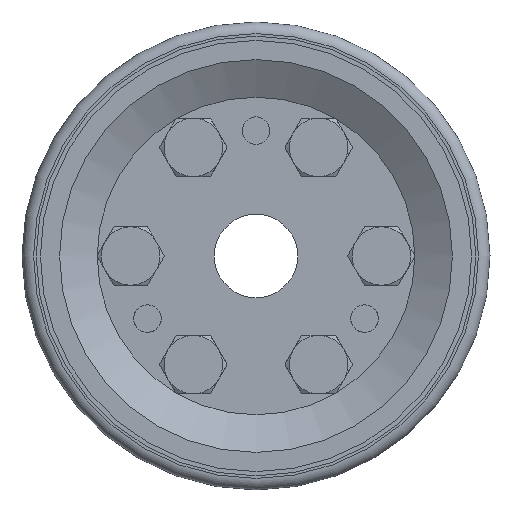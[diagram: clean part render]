
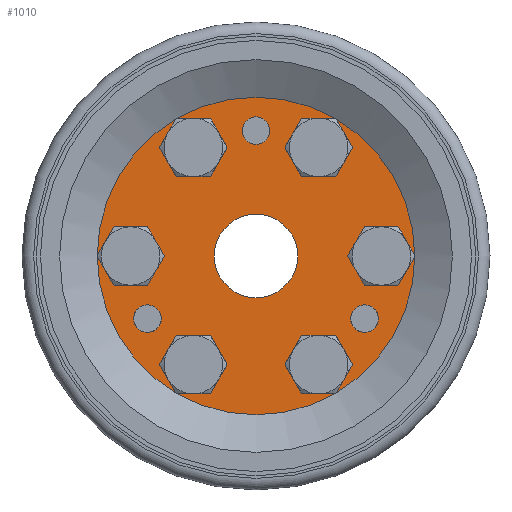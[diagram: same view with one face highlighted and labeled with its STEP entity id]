
A CAD part, left-side view. The second image highlights one B-rep face of the part: STEP entity #1010.
In plain terms, the highlighted planar face has unit normal (-1, 0, 0).
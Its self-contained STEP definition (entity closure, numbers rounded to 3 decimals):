
#1010 = ADVANCED_FACE( '', ( #2269, #2270, #2271, #2272, #2273, #2274, #2275, #2276, #2277, #2278, #2279 ), #2280, .T. );
#2269 = FACE_OUTER_BOUND( '', #4633, .T. );
#2270 = FACE_BOUND( '', #4634, .T. );
#2271 = FACE_BOUND( '', #4635, .T. );
#2272 = FACE_BOUND( '', #4636, .T. );
#2273 = FACE_BOUND( '', #4637, .T. );
#2274 = FACE_BOUND( '', #4638, .T. );
#2275 = FACE_BOUND( '', #4639, .T. );
#2276 = FACE_BOUND( '', #4640, .T. );
#2277 = FACE_BOUND( '', #4641, .T. );
#2278 = FACE_BOUND( '', #4642, .T. );
#2279 = FACE_BOUND( '', #4643, .T. );
#2280 = PLANE( '', #4644 );
#4633 = EDGE_LOOP( '', ( #7747 ) );
#4634 = EDGE_LOOP( '', ( #7748 ) );
#4635 = EDGE_LOOP( '', ( #7749 ) );
#4636 = EDGE_LOOP( '', ( #7750 ) );
#4637 = EDGE_LOOP( '', ( #7751 ) );
#4638 = EDGE_LOOP( '', ( #7752 ) );
#4639 = EDGE_LOOP( '', ( #7753 ) );
#4640 = EDGE_LOOP( '', ( #7754 ) );
#4641 = EDGE_LOOP( '', ( #7755 ) );
#4642 = EDGE_LOOP( '', ( #7756 ) );
#4643 = EDGE_LOOP( '', ( #7757 ) );
#4644 = AXIS2_PLACEMENT_3D( '', #7758, #7759, #7760 );
#7747 = ORIENTED_EDGE( '', *, *, #9694, .T. );
#7748 = ORIENTED_EDGE( '', *, *, #9695, .F. );
#7749 = ORIENTED_EDGE( '', *, *, #9263, .F. );
#7750 = ORIENTED_EDGE( '', *, *, #9696, .F. );
#7751 = ORIENTED_EDGE( '', *, *, #9208, .F. );
#7752 = ORIENTED_EDGE( '', *, *, #9529, .F. );
#7753 = ORIENTED_EDGE( '', *, *, #9697, .F. );
#7754 = ORIENTED_EDGE( '', *, *, #8762, .F. );
#7755 = ORIENTED_EDGE( '', *, *, #9698, .F. );
#7756 = ORIENTED_EDGE( '', *, *, #8891, .F. );
#7757 = ORIENTED_EDGE( '', *, *, #9650, .T. );
#7758 = CARTESIAN_POINT( '', ( -19.694, 0., 4. ) );
#7759 = DIRECTION( '', ( -1., 0., 0. ) );
#7760 = DIRECTION( '', ( 0., 0., 1. ) );
#8762 = EDGE_CURVE( '', #10061, #10061, #10062, .T. );
#8891 = EDGE_CURVE( '', #10284, #10284, #10285, .T. );
#9208 = EDGE_CURVE( '', #10796, #10796, #10797, .T. );
#9263 = EDGE_CURVE( '', #10878, #10878, #10879, .T. );
#9529 = EDGE_CURVE( '', #11250, #11250, #11251, .T. );
#9650 = EDGE_CURVE( '', #11412, #11412, #11413, .T. );
#9694 = EDGE_CURVE( '', #11461, #11461, #11462, .T. );
#9695 = EDGE_CURVE( '', #11463, #11463, #11464, .T. );
#9696 = EDGE_CURVE( '', #11465, #11465, #11466, .T. );
#9697 = EDGE_CURVE( '', #11467, #11467, #11468, .T. );
#9698 = EDGE_CURVE( '', #11469, #11469, #11470, .T. );
#10061 = VERTEX_POINT( '', #11943 );
#10062 = CIRCLE( '', #11944, 2.95 );
#10284 = VERTEX_POINT( '', #12410 );
#10285 = CIRCLE( '', #12411, 2.95 );
#10796 = VERTEX_POINT( '', #13101 );
#10797 = CIRCLE( '', #13102, 2.95 );
#10878 = VERTEX_POINT( '', #13242 );
#10879 = CIRCLE( '', #13243, 1.65 );
#11250 = VERTEX_POINT( '', #13853 );
#11251 = CIRCLE( '', #13854, 2.95 );
#11412 = VERTEX_POINT( '', #14105 );
#11413 = CIRCLE( '', #14106, 5. );
#11461 = VERTEX_POINT( '', #14186 );
#11462 = CIRCLE( '', #14187, 19. );
#11463 = VERTEX_POINT( '', #14188 );
#11464 = CIRCLE( '', #14189, 1.65 );
#11465 = VERTEX_POINT( '', #14190 );
#11466 = CIRCLE( '', #14191, 1.65 );
#11467 = VERTEX_POINT( '', #14192 );
#11468 = CIRCLE( '', #14193, 2.95 );
#11469 = VERTEX_POINT( '', #14194 );
#11470 = CIRCLE( '', #14195, 2.95 );
#11943 = CARTESIAN_POINT( '', ( -19.694, 15., 2.95 ) );
#11944 = AXIS2_PLACEMENT_3D( '', #14652, #14653, #14654 );
#12410 = CARTESIAN_POINT( '', ( -19.694, -7.5, -10.04 ) );
#12411 = AXIS2_PLACEMENT_3D( '', #14818, #14819, #14820 );
#13101 = CARTESIAN_POINT( '', ( -19.694, 7.5, -10.04 ) );
#13102 = AXIS2_PLACEMENT_3D( '', #15344, #15345, #15346 );
#13242 = CARTESIAN_POINT( '', ( -19.694, 0., 16.65 ) );
#13243 = AXIS2_PLACEMENT_3D( '', #15407, #15408, #15409 );
#13853 = CARTESIAN_POINT( '', ( -19.694, -15., 2.95 ) );
#13854 = AXIS2_PLACEMENT_3D( '', #15731, #15732, #15733 );
#14105 = CARTESIAN_POINT( '', ( -19.694, 0., 5. ) );
#14106 = AXIS2_PLACEMENT_3D( '', #15864, #15865, #15866 );
#14186 = CARTESIAN_POINT( '', ( -19.694, 0., 19. ) );
#14187 = AXIS2_PLACEMENT_3D( '', #15909, #15910, #15911 );
#14188 = CARTESIAN_POINT( '', ( -19.694, 12.99, -5.85 ) );
#14189 = AXIS2_PLACEMENT_3D( '', #15912, #15913, #15914 );
#14190 = CARTESIAN_POINT( '', ( -19.694, -12.99, -5.85 ) );
#14191 = AXIS2_PLACEMENT_3D( '', #15915, #15916, #15917 );
#14192 = CARTESIAN_POINT( '', ( -19.694, 7.5, 15.94 ) );
#14193 = AXIS2_PLACEMENT_3D( '', #15918, #15919, #15920 );
#14194 = CARTESIAN_POINT( '', ( -19.694, -7.5, 15.94 ) );
#14195 = AXIS2_PLACEMENT_3D( '', #15921, #15922, #15923 );
#14652 = CARTESIAN_POINT( '', ( -19.694, 15., 0. ) );
#14653 = DIRECTION( '', ( -1., 0., 0. ) );
#14654 = DIRECTION( '', ( 0., 0., 1. ) );
#14818 = CARTESIAN_POINT( '', ( -19.694, -7.5, -12.99 ) );
#14819 = DIRECTION( '', ( -1., 0., 0. ) );
#14820 = DIRECTION( '', ( 0., 0., 1. ) );
#15344 = CARTESIAN_POINT( '', ( -19.694, 7.5, -12.99 ) );
#15345 = DIRECTION( '', ( -1., 0., 0. ) );
#15346 = DIRECTION( '', ( 0., 0., 1. ) );
#15407 = CARTESIAN_POINT( '', ( -19.694, 0., 15. ) );
#15408 = DIRECTION( '', ( -1., 0., 0. ) );
#15409 = DIRECTION( '', ( 0., 0., 1. ) );
#15731 = CARTESIAN_POINT( '', ( -19.694, -15., 0. ) );
#15732 = DIRECTION( '', ( -1., 0., 0. ) );
#15733 = DIRECTION( '', ( 0., 0., 1. ) );
#15864 = CARTESIAN_POINT( '', ( -19.694, 0., 0. ) );
#15865 = DIRECTION( '', ( 1., 0., 0. ) );
#15866 = DIRECTION( '', ( 0., 0., 1. ) );
#15909 = CARTESIAN_POINT( '', ( -19.694, 0., 0. ) );
#15910 = DIRECTION( '', ( -1., 0., 0. ) );
#15911 = DIRECTION( '', ( 0., 0., 1. ) );
#15912 = CARTESIAN_POINT( '', ( -19.694, 12.99, -7.5 ) );
#15913 = DIRECTION( '', ( -1., 0., 0. ) );
#15914 = DIRECTION( '', ( 0., 0., 1. ) );
#15915 = CARTESIAN_POINT( '', ( -19.694, -12.99, -7.5 ) );
#15916 = DIRECTION( '', ( -1., 0., 0. ) );
#15917 = DIRECTION( '', ( 0., 0., 1. ) );
#15918 = CARTESIAN_POINT( '', ( -19.694, 7.5, 12.99 ) );
#15919 = DIRECTION( '', ( -1., 0., 0. ) );
#15920 = DIRECTION( '', ( 0., 0., 1. ) );
#15921 = CARTESIAN_POINT( '', ( -19.694, -7.5, 12.99 ) );
#15922 = DIRECTION( '', ( -1., 0., 0. ) );
#15923 = DIRECTION( '', ( 0., 0., 1. ) );
